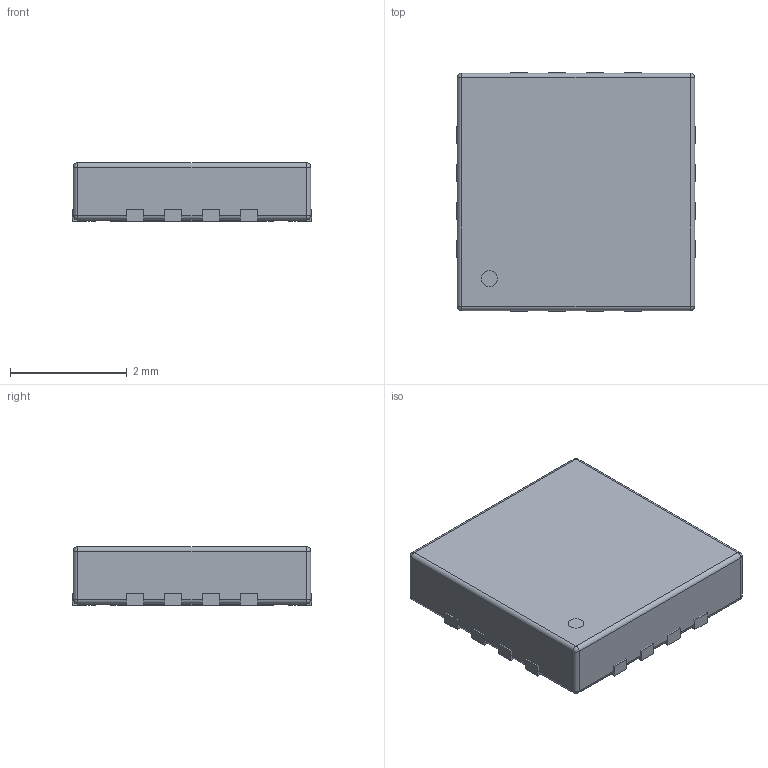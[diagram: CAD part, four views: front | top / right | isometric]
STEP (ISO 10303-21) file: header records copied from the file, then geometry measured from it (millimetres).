
FILE_DESCRIPTION(('STEP AP214'), '1');
FILE_NAME('MO-220', '2019-05-29T16:54:50', ('Nobody'), (''), 'ASCON STEP Converter 1.3', 'ASCON Math Kernel', '');
FILE_SCHEMA(('AUTOMOTIVE_DESIGN { 1 0 10303 214 3 1 1}'));
Length unit declared in the file: millimetre
Bounding box: 4.1 x 4.1 x 1 mm (x, y, z)
Surface area: 73 mm2
Topology: 18 solids, 18 shells, 133 faces, 341 edges, 254 vertices
Faces by surface type: plane 94, cylinder 31, sphere 8
Entity records: 5153 total; most frequent: DIRECTION 696, CARTESIAN_POINT 636, ORIENTED_EDGE 530, EDGE_CURVE 265, LINE 238, VECTOR 238, AXIS2_PLACEMENT_3D 229, VERTEX_POINT 169
